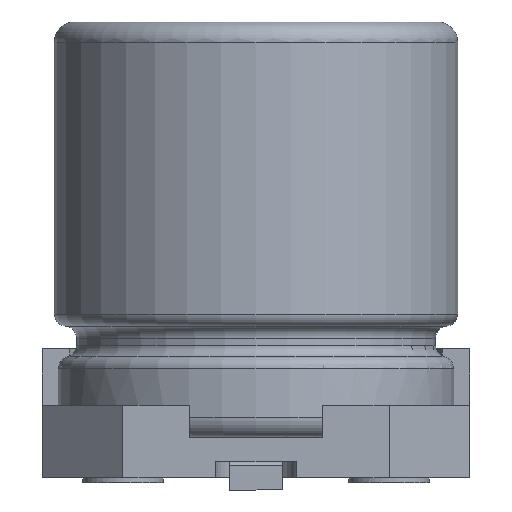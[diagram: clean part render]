
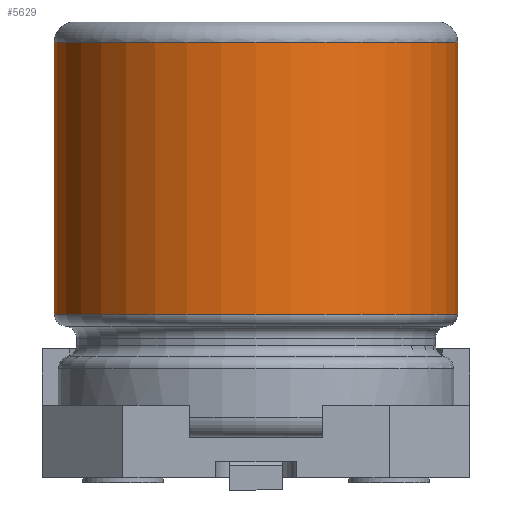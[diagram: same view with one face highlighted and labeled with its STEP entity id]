
A CAD part, left-side view. The second image highlights one B-rep face of the part: STEP entity #5629.
In plain terms, the highlighted cylindrical face has radius 2.5 mm (diameter 5 mm), a full revolution.
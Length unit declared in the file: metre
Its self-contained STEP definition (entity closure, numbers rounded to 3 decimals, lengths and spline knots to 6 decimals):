
#176=CIRCLE('',#5952,0.0025);
#177=CIRCLE('',#5954,0.0025);
#233=CYLINDRICAL_SURFACE('',#5953,0.0025);
#1325=ORIENTED_EDGE('',*,*,#1918,.T.);
#1326=ORIENTED_EDGE('',*,*,#1917,.T.);
#1917=EDGE_CURVE('',#2306,#2306,#176,.T.);
#1918=EDGE_CURVE('',#2307,#2307,#177,.T.);
#2306=VERTEX_POINT('',#8595);
#2307=VERTEX_POINT('',#8598);
#3399=EDGE_LOOP('',(#1325));
#3400=EDGE_LOOP('',(#1326));
#3674=FACE_BOUND('',#3399,.T.);
#3675=FACE_BOUND('',#3400,.T.);
#5629=ADVANCED_FACE('',(#3674,#3675),#233,.T.);
#5952=AXIS2_PLACEMENT_3D('',#8594,#7004,#7005);
#5953=AXIS2_PLACEMENT_3D('',#8596,#7006,#7007);
#5954=AXIS2_PLACEMENT_3D('',#8597,#7008,#7009);
#7004=DIRECTION('',(0.,0.,-1.));
#7005=DIRECTION('',(0.,1.,0.));
#7006=DIRECTION('',(0.,0.,1.));
#7007=DIRECTION('',(0.,-1.,0.));
#7008=DIRECTION('',(0.,0.,1.));
#7009=DIRECTION('',(0.,-1.,0.));
#8594=CARTESIAN_POINT('',(0.,0.,0.0054));
#8595=CARTESIAN_POINT('',(0.,0.0025,0.0054));
#8596=CARTESIAN_POINT('',(0.,0.,0.0104));
#8597=CARTESIAN_POINT('',(0.,0.,0.002031));
#8598=CARTESIAN_POINT('',(0.,-0.0025,0.002031));
